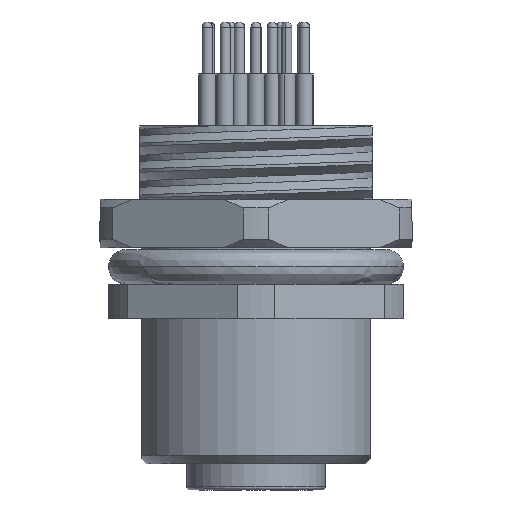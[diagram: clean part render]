
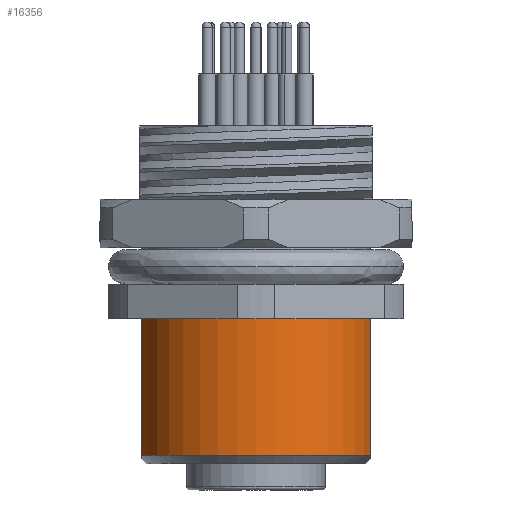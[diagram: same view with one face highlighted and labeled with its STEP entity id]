
A CAD part, front view. The second image highlights one B-rep face of the part: STEP entity #16356.
In plain terms, the highlighted cylindrical face has radius 6.8 mm (diameter 13.6 mm), a partial arc.
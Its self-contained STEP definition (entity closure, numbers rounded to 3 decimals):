
#42 = AXIS2_PLACEMENT_3D ( 'NONE', #9054, #13036, #11037 ) ;
#1124 = AXIS2_PLACEMENT_3D ( 'NONE', #10630, #14336, #4170 ) ;
#2022 = DIRECTION ( 'NONE',  ( 0., 0., -1. ) ) ;
#2727 = DIRECTION ( 'NONE',  ( 0., 0., -1. ) ) ;
#3098 = VERTEX_POINT ( 'NONE', #11333 ) ;
#4170 = DIRECTION ( 'NONE',  ( -1., 0., 0. ) ) ;
#4285 = EDGE_CURVE ( 'NONE', #16546, #3098, #7835, .T. ) ;
#4713 = FACE_OUTER_BOUND ( 'NONE', #21933, .T. ) ;
#7220 = CARTESIAN_POINT ( 'NONE',  ( -6.6, -1.637, -11.129 ) ) ;
#7345 = DIRECTION ( 'NONE',  ( 0., 0., 1. ) ) ;
#7835 = LINE ( 'NONE', #20115, #10493 ) ;
#8414 = DIRECTION ( 'NONE',  ( -1., 0., 0. ) ) ;
#8752 = VERTEX_POINT ( 'NONE', #16816 ) ;
#8791 = ORIENTED_EDGE ( 'NONE', *, *, #18648, .T. ) ;
#9054 = CARTESIAN_POINT ( 'NONE',  ( 0., 0., -11.129 ) ) ;
#10493 = VECTOR ( 'NONE', #2022, 1000. ) ;
#10630 = CARTESIAN_POINT ( 'NONE',  ( 0., 0., -19. ) ) ;
#11037 = DIRECTION ( 'NONE',  ( -1., 0., 0. ) ) ;
#11064 = LINE ( 'NONE', #15405, #17143 ) ;
#11333 = CARTESIAN_POINT ( 'NONE',  ( -6.6, -1.637, -19. ) ) ;
#12196 = EDGE_CURVE ( 'NONE', #15821, #16546, #16888, .T. ) ;
#12493 = CIRCLE ( 'NONE', #1124, 6.8 ) ;
#12771 = ORIENTED_EDGE ( 'NONE', *, *, #16426, .T. ) ;
#13036 = DIRECTION ( 'NONE',  ( 0., 0., -1. ) ) ;
#14336 = DIRECTION ( 'NONE',  ( 0., 0., 1. ) ) ;
#15405 = CARTESIAN_POINT ( 'NONE',  ( 6.6, -1.637, 16.593 ) ) ;
#15821 = VERTEX_POINT ( 'NONE', #18913 ) ;
#16356 = ADVANCED_FACE ( 'NONE', ( #4713 ), #20425, .T. ) ;
#16426 = EDGE_CURVE ( 'NONE', #8752, #15821, #11064, .T. ) ;
#16546 = VERTEX_POINT ( 'NONE', #7220 ) ;
#16816 = CARTESIAN_POINT ( 'NONE',  ( 6.6, -1.637, -19. ) ) ;
#16888 = CIRCLE ( 'NONE', #42, 6.8 ) ;
#17143 = VECTOR ( 'NONE', #7345, 1000. ) ;
#18648 = EDGE_CURVE ( 'NONE', #3098, #8752, #12493, .T. ) ;
#18683 = ORIENTED_EDGE ( 'NONE', *, *, #4285, .T. ) ;
#18855 = CARTESIAN_POINT ( 'NONE',  ( 0., 0., -19.5 ) ) ;
#18913 = CARTESIAN_POINT ( 'NONE',  ( 6.6, -1.637, -11.129 ) ) ;
#20115 = CARTESIAN_POINT ( 'NONE',  ( -6.6, -1.637, 16.593 ) ) ;
#20425 = CYLINDRICAL_SURFACE ( 'NONE', #20943, 6.8 ) ;
#20943 = AXIS2_PLACEMENT_3D ( 'NONE', #18855, #2727, #8414 ) ;
#21485 = ORIENTED_EDGE ( 'NONE', *, *, #12196, .T. ) ;
#21933 = EDGE_LOOP ( 'NONE', ( #21485, #18683, #8791, #12771 ) ) ;
